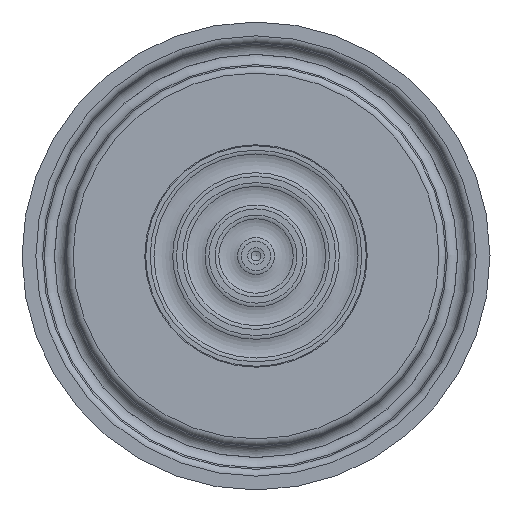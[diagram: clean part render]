
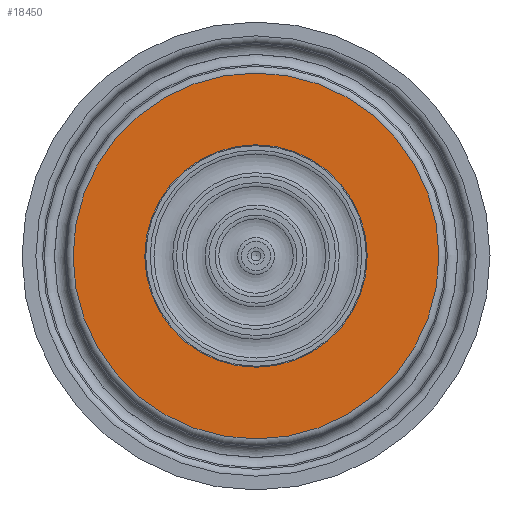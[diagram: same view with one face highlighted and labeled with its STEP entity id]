
A CAD part, left-side view. The second image highlights one B-rep face of the part: STEP entity #18450.
In plain terms, the highlighted planar face has unit normal (-1, 0, 0).
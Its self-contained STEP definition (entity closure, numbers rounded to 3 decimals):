
#263=FACE_BOUND('',#3193,.T.);
#1045=PLANE('',#19410);
#2099=FACE_OUTER_BOUND('',#3192,.T.);
#3192=EDGE_LOOP('',(#17120));
#3193=EDGE_LOOP('',(#17121));
#3570=CIRCLE('',#19403,12.);
#3574=CIRCLE('',#19411,19.742);
#8823=VERTEX_POINT('',#58706);
#8825=VERTEX_POINT('',#58717);
#11598=EDGE_CURVE('',#8823,#8823,#3570,.T.);
#11603=EDGE_CURVE('',#8825,#8825,#3574,.T.);
#17120=ORIENTED_EDGE('',*,*,#11603,.F.);
#17121=ORIENTED_EDGE('',*,*,#11598,.T.);
#18450=ADVANCED_FACE('',(#2099,#263),#1045,.T.);
#19403=AXIS2_PLACEMENT_3D('',#58707,#22169,#22170);
#19410=AXIS2_PLACEMENT_3D('',#58716,#22184,#22185);
#19411=AXIS2_PLACEMENT_3D('',#58718,#22186,#22187);
#22169=DIRECTION('center_axis',(1.,0.,0.));
#22170=DIRECTION('ref_axis',(0.,1.,0.));
#22184=DIRECTION('center_axis',(-1.,0.,0.));
#22185=DIRECTION('ref_axis',(0.,0.,1.));
#22186=DIRECTION('center_axis',(1.,0.,0.));
#22187=DIRECTION('ref_axis',(0.,0.,-1.));
#58706=CARTESIAN_POINT('',(0.,-12.,0.));
#58707=CARTESIAN_POINT('Origin',(0.,0.,
0.));
#58716=CARTESIAN_POINT('Origin',(0.,19.742,
0.));
#58717=CARTESIAN_POINT('',(0.,0.,19.742));
#58718=CARTESIAN_POINT('Origin',(0.,0.,0.));
